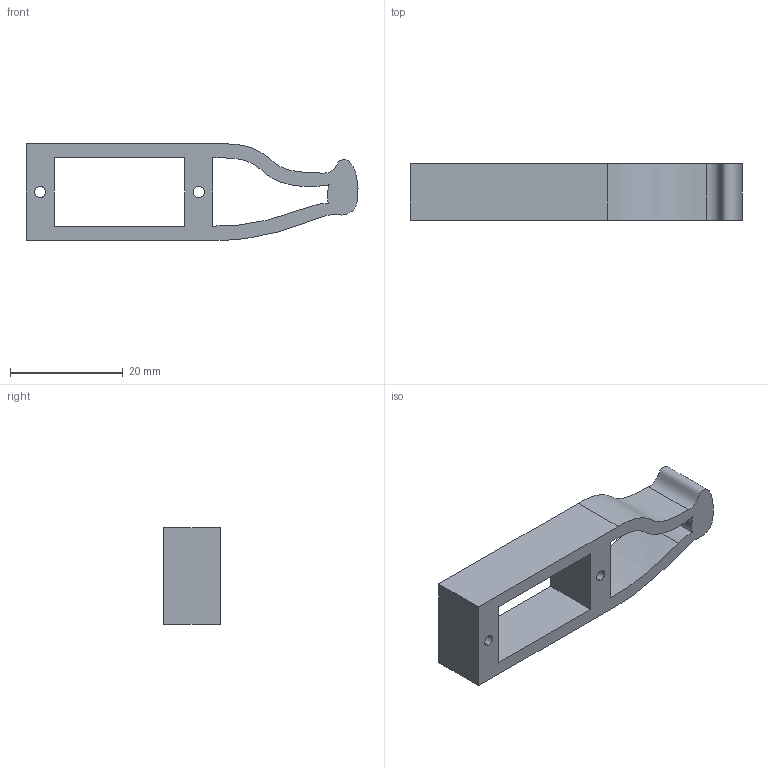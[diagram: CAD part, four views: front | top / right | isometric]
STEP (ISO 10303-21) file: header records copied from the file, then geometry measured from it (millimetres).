
FILE_DESCRIPTION (( 'STEP AP214' ), '1' );
FILE_NAME ('íîæêà.STEP', '2025-09-12T18:36:23', ( '' ), ( '' ), 'SwSTEP 2.0', 'SolidWorks 2024', '' );
FILE_SCHEMA (( 'AUTOMOTIVE_DESIGN' ));
Length unit declared in the file: millimetre
Products named in the file (1): ножка
Bounding box: 58.83 x 10 x 17.09 mm (x, y, z)
Volume: 4286.2 mm3; surface area: 3720.4 mm2
Topology: 1 solids, 1 shells, 23 faces, 63 edges, 42 vertices
Faces by surface type: plane 11, bspline 8, cylinder 4
Entity records: 908 total; most frequent: CARTESIAN_POINT 329, ORIENTED_EDGE 126, DIRECTION 87, EDGE_CURVE 63, VERTEX_POINT 42, VECTOR 39, LINE 39, EDGE_LOOP 31
